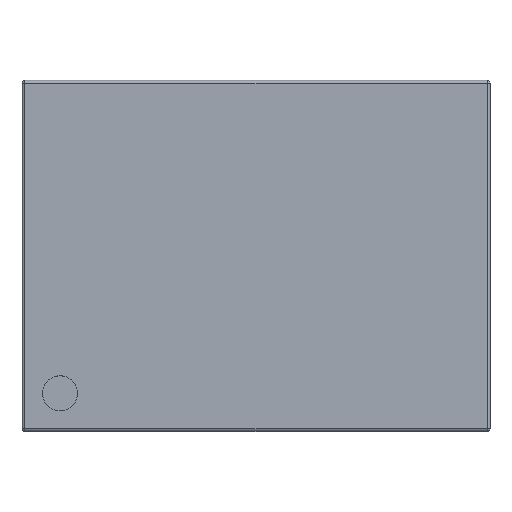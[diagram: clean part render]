
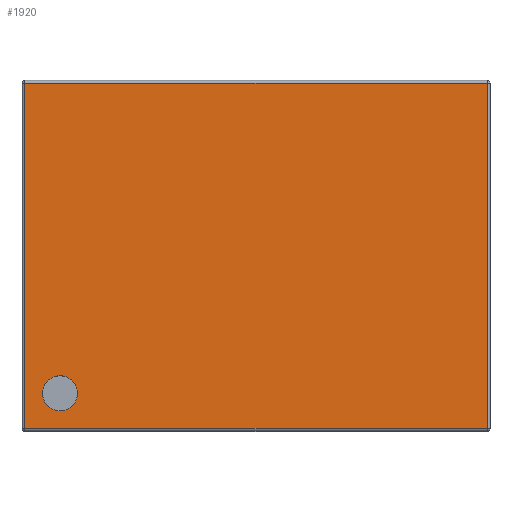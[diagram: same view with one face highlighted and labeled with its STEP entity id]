
A CAD part, top view. The second image highlights one B-rep face of the part: STEP entity #1920.
In plain terms, the highlighted planar face has unit normal (0, 0, 1).
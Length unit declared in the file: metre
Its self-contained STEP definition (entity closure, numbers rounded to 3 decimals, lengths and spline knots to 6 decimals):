
#210=LINE('',#3217,#432);
#211=LINE('',#3220,#433);
#212=LINE('',#3222,#434);
#213=LINE('',#3224,#435);
#432=VECTOR('',#2615,1.);
#433=VECTOR('',#2616,1.);
#434=VECTOR('',#2617,1.);
#435=VECTOR('',#2618,1.);
#788=ORIENTED_EDGE('',*,*,#1200,.T.);
#789=ORIENTED_EDGE('',*,*,#1201,.T.);
#790=ORIENTED_EDGE('',*,*,#1202,.T.);
#791=ORIENTED_EDGE('',*,*,#1203,.T.);
#792=ORIENTED_EDGE('',*,*,#1204,.T.);
#1200=EDGE_CURVE('',#1426,#1426,#1490,.F.);
#1201=EDGE_CURVE('',#1427,#1428,#210,.F.);
#1202=EDGE_CURVE('',#1428,#1429,#211,.F.);
#1203=EDGE_CURVE('',#1429,#1430,#212,.T.);
#1204=EDGE_CURVE('',#1430,#1427,#213,.T.);
#1426=VERTEX_POINT('',#3216);
#1427=VERTEX_POINT('',#3218);
#1428=VERTEX_POINT('',#3219);
#1429=VERTEX_POINT('',#3221);
#1430=VERTEX_POINT('',#3223);
#1490=CIRCLE('',#2200,0.00015);
#1584=EDGE_LOOP('',(#788));
#1585=EDGE_LOOP('',(#789,#790,#791,#792));
#1706=FACE_BOUND('',#1584,.T.);
#1707=FACE_BOUND('',#1585,.T.);
#1821=PLANE('',#2199);
#1920=ADVANCED_FACE('',(#1706,#1707),#1821,.T.);
#2199=AXIS2_PLACEMENT_3D('',#3214,#2611,#2612);
#2200=AXIS2_PLACEMENT_3D('',#3215,#2613,#2614);
#2611=DIRECTION('',(0.,0.,1.));
#2612=DIRECTION('',(1.,0.,0.));
#2613=DIRECTION('',(0.,0.,1.));
#2614=DIRECTION('',(1.,0.,0.));
#2615=DIRECTION('',(0.,-1.,0.));
#2616=DIRECTION('',(1.,0.,0.));
#2617=DIRECTION('',(0.,-1.,0.));
#2618=DIRECTION('',(1.,0.,0.));
#3214=CARTESIAN_POINT('',(0.,0.,0.001));
#3215=CARTESIAN_POINT('',(-0.001675,-0.001175,0.001));
#3216=CARTESIAN_POINT('',(-0.001525,-0.001175,0.001));
#3217=CARTESIAN_POINT('',(0.001975,0.,0.001));
#3218=CARTESIAN_POINT('',(0.001975,-0.001475,0.001));
#3219=CARTESIAN_POINT('',(0.001975,0.001475,0.001));
#3220=CARTESIAN_POINT('',(0.,0.001475,0.001));
#3221=CARTESIAN_POINT('',(-0.001975,0.001475,0.001));
#3222=CARTESIAN_POINT('',(-0.001975,-0.0015,0.001));
#3223=CARTESIAN_POINT('',(-0.001975,-0.001475,0.001));
#3224=CARTESIAN_POINT('',(0.002,-0.001475,0.001));
